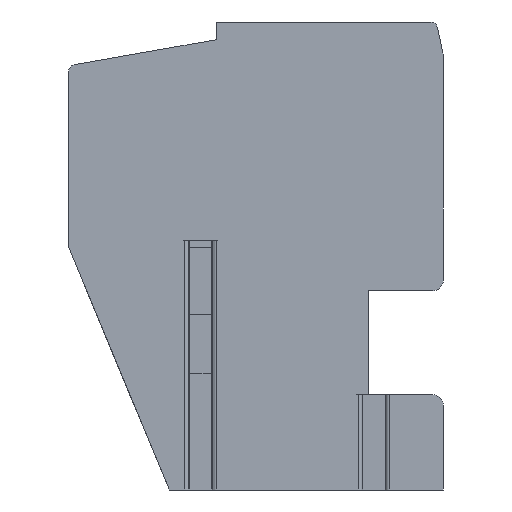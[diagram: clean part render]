
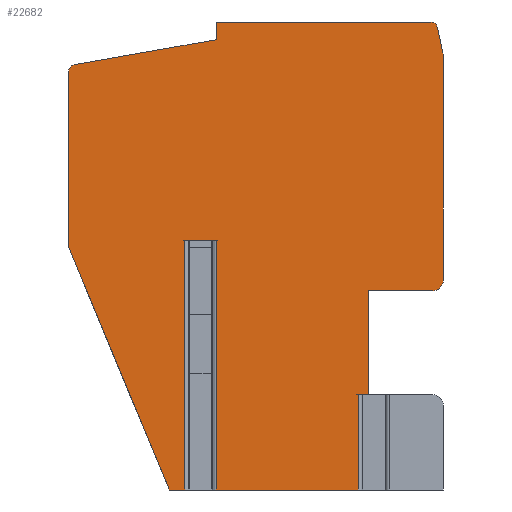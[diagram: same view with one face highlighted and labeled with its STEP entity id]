
A CAD part, left-side view. The second image highlights one B-rep face of the part: STEP entity #22682.
In plain terms, the highlighted planar face has unit normal (-1, 0, 0).
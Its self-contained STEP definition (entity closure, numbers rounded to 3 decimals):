
#18=DIRECTION('',(0.,0.,-1.));
#19=VECTOR('',#18,2.75);
#20=CARTESIAN_POINT('',(0.,-2.949,
-4.));
#21=LINE('',#20,#19);
#22=DIRECTION('',(0.,0.,-1.));
#23=VECTOR('',#22,7.2);
#24=CARTESIAN_POINT('',(0.,1.149,0.45));
#25=LINE('',#24,#23);
#26=DIRECTION('',(0.,1.,0.));
#27=VECTOR('',#26,0.901);
#28=CARTESIAN_POINT('',(0.,1.149,0.45));
#29=LINE('',#28,#27);
#30=DIRECTION('',(0.,0.,-1.));
#31=VECTOR('',#30,7.2);
#32=CARTESIAN_POINT('',(0.,2.05,0.45));
#33=LINE('',#32,#31);
#34=DIRECTION('',(0.,-0.383,-0.924));
#35=VECTOR('',#34,7.577);
#36=CARTESIAN_POINT('',(0.,5.4,0.25));
#37=LINE('',#36,#35);
#38=DIRECTION('',(0.,0.,1.));
#39=VECTOR('',#38,5.072);
#40=CARTESIAN_POINT('',(0.,5.4,0.25));
#41=LINE('',#40,#39);
#42=CARTESIAN_POINT('',(0.,5.2,5.322));
#43=DIRECTION('',(1.,0.,0.));
#44=DIRECTION('',(0.,1.,0.));
#45=AXIS2_PLACEMENT_3D('',#42,#43,#44);
#47=DIRECTION('',(0.,-0.985,0.174));
#48=VECTOR('',#47,4.148);
#49=CARTESIAN_POINT('',(0.,5.235,5.519));
#50=LINE('',#49,#48);
#51=DIRECTION('',(0.,0.,1.));
#52=VECTOR('',#51,0.511);
#53=CARTESIAN_POINT('',(0.,1.15,6.239));
#54=LINE('',#53,#52);
#55=DIRECTION('',(0.,-1.,0.));
#56=VECTOR('',#55,6.188);
#57=CARTESIAN_POINT('',(0.,1.15,6.75));
#58=LINE('',#57,#56);
#59=CARTESIAN_POINT('',(0.,-5.038,6.55));
#60=DIRECTION('',(1.,0.,0.));
#61=DIRECTION('',(0.,0.,1.));
#62=AXIS2_PLACEMENT_3D('',#59,#60,#61);
#64=DIRECTION('',(0.,-0.208,-0.978));
#65=VECTOR('',#64,0.747);
#66=CARTESIAN_POINT('',(0.,-5.234,6.592));
#67=LINE('',#66,#65);
#68=CARTESIAN_POINT('',(0.,-4.9,5.757));
#69=DIRECTION('',(1.,0.,0.));
#70=DIRECTION('',(0.,-0.978,0.208));
#71=AXIS2_PLACEMENT_3D('',#68,#69,#70);
#73=DIRECTION('',(0.,0.,-1.));
#74=VECTOR('',#73,6.457);
#75=CARTESIAN_POINT('',(0.,-5.4,5.757));
#76=LINE('',#75,#74);
#77=CARTESIAN_POINT('',(0.,-5.1,-0.7));
#78=DIRECTION('',(1.,0.,0.));
#79=DIRECTION('',(0.,-1.,0.));
#80=AXIS2_PLACEMENT_3D('',#77,#78,#79);
#82=DIRECTION('',(0.,1.,0.));
#83=VECTOR('',#82,1.85);
#84=CARTESIAN_POINT('',(0.,-5.1,-1.));
#85=LINE('',#84,#83);
#86=DIRECTION('',(0.,0.,-1.));
#87=VECTOR('',#86,3.);
#88=CARTESIAN_POINT('',(0.,-3.25,-1.));
#89=LINE('',#88,#87);
#90=DIRECTION('',(0.,-1.,0.));
#91=VECTOR('',#90,0.301);
#92=CARTESIAN_POINT('',(0.,-2.949,
-4.));
#93=LINE('',#92,#91);
#435=DIRECTION('',(0.,-1.,0.));
#436=VECTOR('',#435,0.45);
#437=CARTESIAN_POINT('',(0.,2.5,-6.75));
#438=LINE('',#437,#436);
#471=DIRECTION('',(0.,-1.,0.));
#472=VECTOR('',#471,4.098);
#473=CARTESIAN_POINT('',(0.,1.149,
-6.75));
#474=LINE('',#473,#472);
#17491=CARTESIAN_POINT('',(0.,5.4,5.322));
#17492=CARTESIAN_POINT('',(0.,5.235,5.519));
#17493=VERTEX_POINT('',#17491);
#17494=VERTEX_POINT('',#17492);
#17495=CARTESIAN_POINT('',(0.,1.15,6.239));
#17496=VERTEX_POINT('',#17495);
#17497=CARTESIAN_POINT('',(0.,1.15,6.75));
#17498=VERTEX_POINT('',#17497);
#17499=CARTESIAN_POINT('',(0.,-5.038,6.75));
#17500=VERTEX_POINT('',#17499);
#17501=CARTESIAN_POINT('',(0.,-5.234,6.592));
#17502=VERTEX_POINT('',#17501);
#17503=CARTESIAN_POINT('',(0.,-5.389,5.86));
#17504=VERTEX_POINT('',#17503);
#17505=CARTESIAN_POINT('',(0.,-5.4,5.757));
#17506=VERTEX_POINT('',#17505);
#17507=CARTESIAN_POINT('',(0.,-5.4,-0.7));
#17508=VERTEX_POINT('',#17507);
#17509=CARTESIAN_POINT('',(0.,-5.1,-1.));
#17510=VERTEX_POINT('',#17509);
#17511=CARTESIAN_POINT('',(0.,-3.25,-1.));
#17512=VERTEX_POINT('',#17511);
#18653=CARTESIAN_POINT('',(0.,5.4,0.25));
#18654=VERTEX_POINT('',#18653);
#18685=CARTESIAN_POINT('',(0.,1.149,
0.45));
#18686=CARTESIAN_POINT('',(0.,2.05,
0.45));
#18687=VERTEX_POINT('',#18685);
#18688=VERTEX_POINT('',#18686);
#18689=CARTESIAN_POINT('',(0.,1.149,
-6.75));
#18690=VERTEX_POINT('',#18689);
#18691=CARTESIAN_POINT('',(0.,2.05,
-6.75));
#18692=VERTEX_POINT('',#18691);
#18705=CARTESIAN_POINT('',(0.,2.5,-6.75));
#18706=VERTEX_POINT('',#18705);
#18717=CARTESIAN_POINT('',(0.,-2.949,
-4.));
#18718=CARTESIAN_POINT('',(0.,-2.949,
-6.75));
#18719=VERTEX_POINT('',#18717);
#18720=VERTEX_POINT('',#18718);
#18721=CARTESIAN_POINT('',(0.,-3.25,-4.));
#18722=VERTEX_POINT('',#18721);
#22635=CARTESIAN_POINT('',(0.,0.,0.));
#22636=DIRECTION('',(1.,0.,0.));
#22637=DIRECTION('',(0.,0.,-1.));
#22638=AXIS2_PLACEMENT_3D('',#22635,#22636,#22637);
#22639=PLANE('',#22638);
#22641=ORIENTED_EDGE('',*,*,#22640,.T.);
#22643=ORIENTED_EDGE('',*,*,#22642,.F.);
#22645=ORIENTED_EDGE('',*,*,#22644,.F.);
#22647=ORIENTED_EDGE('',*,*,#22646,.T.);
#22649=ORIENTED_EDGE('',*,*,#22648,.T.);
#22651=ORIENTED_EDGE('',*,*,#22650,.F.);
#22653=ORIENTED_EDGE('',*,*,#22652,.F.);
#22655=ORIENTED_EDGE('',*,*,#22654,.T.);
#22657=ORIENTED_EDGE('',*,*,#22656,.T.);
#22659=ORIENTED_EDGE('',*,*,#22658,.T.);
#22661=ORIENTED_EDGE('',*,*,#22660,.T.);
#22663=ORIENTED_EDGE('',*,*,#22662,.T.);
#22665=ORIENTED_EDGE('',*,*,#22664,.T.);
#22667=ORIENTED_EDGE('',*,*,#22666,.T.);
#22669=ORIENTED_EDGE('',*,*,#22668,.T.);
#22671=ORIENTED_EDGE('',*,*,#22670,.T.);
#22673=ORIENTED_EDGE('',*,*,#22672,.T.);
#22675=ORIENTED_EDGE('',*,*,#22674,.T.);
#22677=ORIENTED_EDGE('',*,*,#22676,.T.);
#22679=ORIENTED_EDGE('',*,*,#22678,.F.);
#22680=EDGE_LOOP('',(#22641,#22643,#22645,#22647,#22649,#22651,#22653,#22655,
#22657,#22659,#22661,#22663,#22665,#22667,#22669,#22671,#22673,#22675,#22677,
#22679));
#22681=FACE_OUTER_BOUND('',#22680,.F.);
#22682=ADVANCED_FACE('',(#22681),#22639,.F.);
#46=CIRCLE('',#45,0.2);
#63=CIRCLE('',#62,0.2);
#72=CIRCLE('',#71,0.5);
#81=CIRCLE('',#80,0.3);
#22640=EDGE_CURVE('',#18719,#18720,#21,.T.);
#22642=EDGE_CURVE('',#18690,#18720,#474,.T.);
#22644=EDGE_CURVE('',#18687,#18690,#25,.T.);
#22646=EDGE_CURVE('',#18687,#18688,#29,.T.);
#22648=EDGE_CURVE('',#18688,#18692,#33,.T.);
#22650=EDGE_CURVE('',#18706,#18692,#438,.T.);
#22652=EDGE_CURVE('',#18654,#18706,#37,.T.);
#22654=EDGE_CURVE('',#18654,#17493,#41,.T.);
#22656=EDGE_CURVE('',#17493,#17494,#46,.T.);
#22658=EDGE_CURVE('',#17494,#17496,#50,.T.);
#22660=EDGE_CURVE('',#17496,#17498,#54,.T.);
#22662=EDGE_CURVE('',#17498,#17500,#58,.T.);
#22664=EDGE_CURVE('',#17500,#17502,#63,.T.);
#22666=EDGE_CURVE('',#17502,#17504,#67,.T.);
#22668=EDGE_CURVE('',#17504,#17506,#72,.T.);
#22670=EDGE_CURVE('',#17506,#17508,#76,.T.);
#22672=EDGE_CURVE('',#17508,#17510,#81,.T.);
#22674=EDGE_CURVE('',#17510,#17512,#85,.T.);
#22676=EDGE_CURVE('',#17512,#18722,#89,.T.);
#22678=EDGE_CURVE('',#18719,#18722,#93,.T.);
